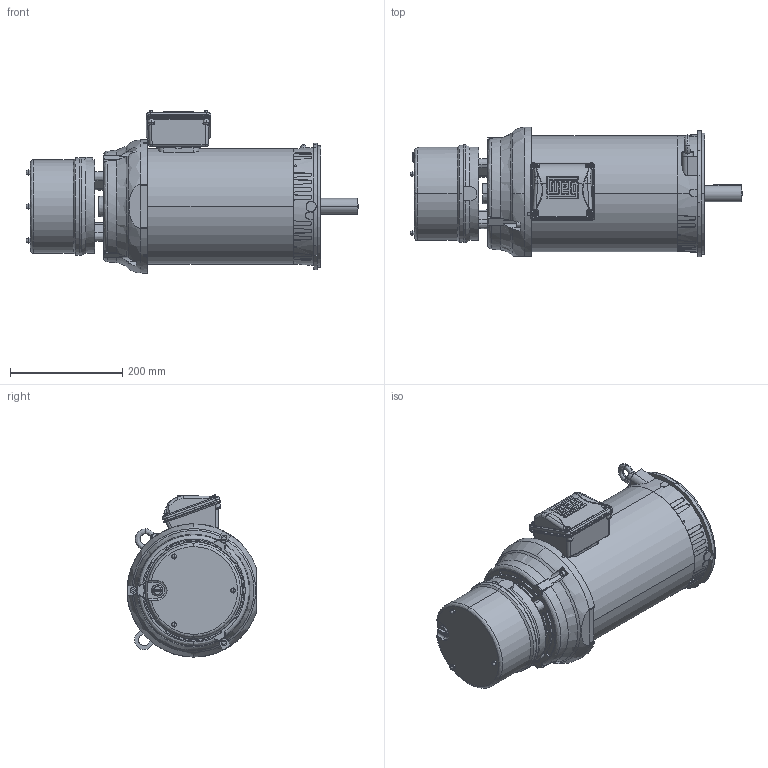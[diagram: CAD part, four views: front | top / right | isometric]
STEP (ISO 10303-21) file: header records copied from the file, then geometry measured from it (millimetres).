
FILE_DESCRIPTION (( 'STEP AP214' ), '1' );
FILE_NAME ('00518ET3EBMR184TC-S.STEP', '2024-02-06T01:14:39', ( '' ), ( '' ), 'SwSTEP 2.0', 'SolidWorks 2021', '' );
FILE_SCHEMA (( 'AUTOMOTIVE_DESIGN' ));
Length unit declared in the file: inch
Products named in the file (1): 00518ET3EBMR184TC-S
Bounding box: 591.35 x 231.25 x 289.04 mm (x, y, z)
Volume: 16273653.2 mm3; surface area: 713200.3 mm2
Topology: 20 solids, 20 shells, 1197 faces, 3073 edges, 1973 vertices
Faces by surface type: plane 455, cone 322, cylinder 311, bspline 109
Entity records: 42591 total; most frequent: CARTESIAN_POINT 14521, ORIENTED_EDGE 6110, DIRECTION 5510, EDGE_CURVE 3055, AXIS2_PLACEMENT_3D 2078, VERTEX_POINT 1973, LINE 1354, VECTOR 1354
